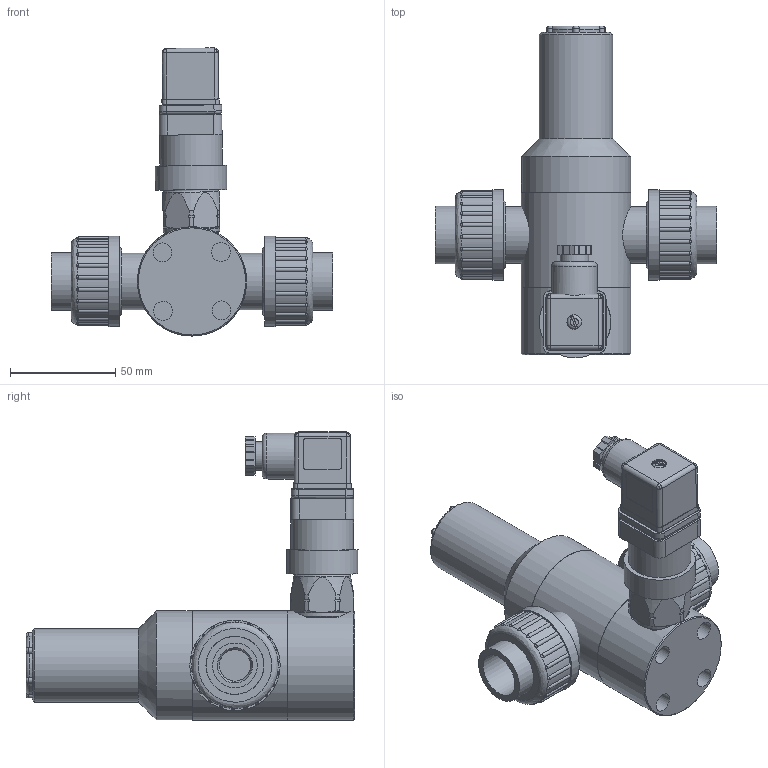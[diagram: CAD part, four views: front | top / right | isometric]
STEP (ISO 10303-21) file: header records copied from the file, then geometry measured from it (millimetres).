
FILE_DESCRIPTION (( 'STEP AP214' ), '1' );
FILE_NAME ('20-1162-0X-DIN.step', '2019-11-05T09:09:46', ( '' ), ( '' ), 'SwSTEP 2.0', 'SolidWorks 2020', '' );
FILE_SCHEMA (( 'AUTOMOTIVE_DESIGN' ));
Length unit declared in the file: millimetre
Products named in the file (16): 20-1162-0X-DIN; NC; housing top; 16mm Cap; small 1; 729511106_01; 16 - 20 PS housing - no switch; PVC Bonnet all size_20mm GFPP; lower housing; 729511106_03; 20mm switch body PS-05-827 - PVC; Small; Part1; screw; 20mm union stub; DIN NEW - 2
Assembly tree (18 placements, depth 3):
  20-1162-0X-DIN
    PVC Bonnet all size_20mm GFPP
    16mm Cap
    729511106_03  x2
    729511106_01  x2
    16 - 20 PS housing - no switch
      Part1
    20mm switch body PS-05-827 - PVC
    20mm union stub  x2
    DIN NEW - 2
      housing top
      lower housing
      NC
      Small
      small 1
      screw
Bounding box: 134 x 157.93 x 137.07 mm (x, y, z)
Volume: 383345.2 mm3; surface area: 100004.9 mm2
Topology: 16 solids, 16 shells, 481 faces, 1252 edges, 820 vertices
Faces by surface type: cylinder 210, plane 155, bspline 62, torus 29, cone 25
Full cylindrical faces by diameter (mm): 5.2 x1, 6.9 x2, 9 x4, 10 x1, 10.5 x1, 13.6 x1, 13.86 x1, 15 x4, 15.2 x1, 15.4 x1, 18.4 x2, 20 x1, 21.3 x2, 21.8 x1, 22 x1, 26 x1, 26.4 x2, 26.9 x3, 27 x1, 27.5 x2, 27.6 x2, 29.8 x1, 30.1 x4, 32.584 x2, 33.249 x2, 34 x1, 35 x1, 38 x1, 43 x2, 52 x3
Entity records: 18344 total; most frequent: CARTESIAN_POINT 8873, DIRECTION 1727, ORIENTED_EDGE 1724, EDGE_CURVE 862, AXIS2_PLACEMENT_3D 703, VERTEX_POINT 597, EDGE_LOOP 487, FACE_OUTER_BOUND 434
